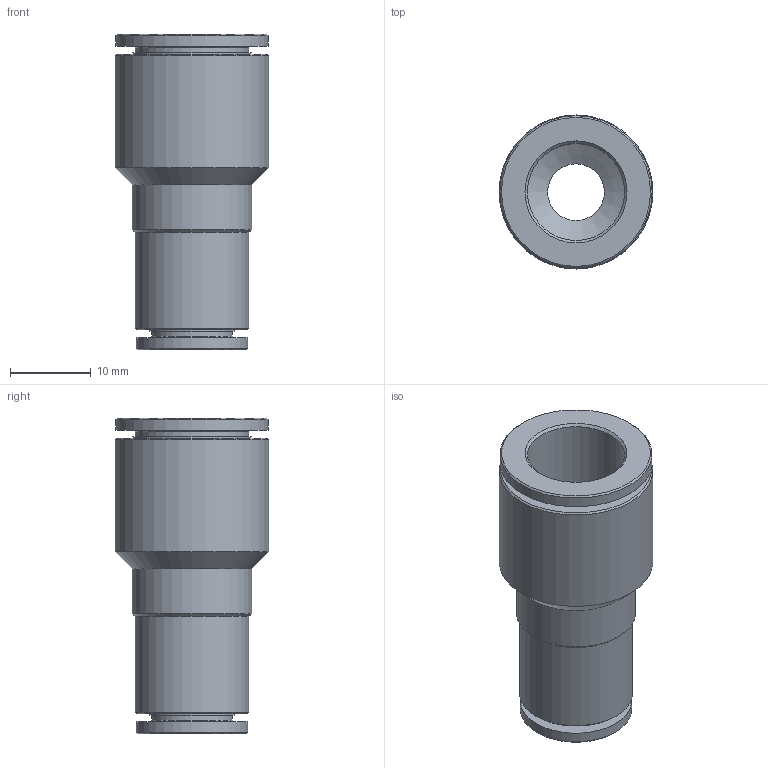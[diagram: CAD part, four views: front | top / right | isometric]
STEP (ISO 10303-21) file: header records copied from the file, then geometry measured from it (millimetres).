
FILE_DESCRIPTION(/* description */ ('STEP AP214'),/* implementation_level */ '2;1');
FILE_NAME(/* name */ '578331_NPQH-D-Q12-Q8-P10',/* time_stamp */ '2024-09-13T04:15:11+02:00',/* author */ ('License CC BY-ND 4.0'),/* organization */ ('CADENAS'),/* preprocessor_version */ 'ST-DEVELOPER v19.3',/* originating_system */ 'PARTsolutions',/* authorisation */ ' ');
FILE_SCHEMA (('AUTOMOTIVE_DESIGN {1 0 10303 214 3 1 1}'));
Length unit declared in the file: millimetre
Products named in the file (1): 578331 NPQH-D-Q12-Q8-P10
Bounding box: 19 x 19 x 39 mm (x, y, z)
Volume: 4969.5 mm3; surface area: 3925 mm2
Topology: 1 solids, 1 shells, 32 faces, 56 edges, 32 vertices
Faces by surface type: cone 12, cylinder 12, plane 8
Full cylindrical faces by diameter (mm): 7 x1, 8 x1, 10 x1, 10.6 x1, 12 x1, 13.8 x1, 14 x2, 14.6 x1, 14.737 x1, 18.8 x1, 19 x1
Entity records: 678 total; most frequent: DIRECTION 130, CARTESIAN_POINT 97, AXIS2_PLACEMENT_3D 65, ORIENTED_EDGE 64, EDGE_LOOP 64, FACE_BOUND 64, EDGE_CURVE 32, VERTEX_POINT 32
